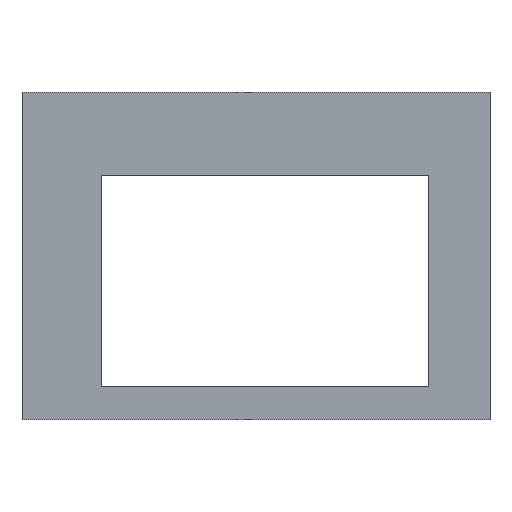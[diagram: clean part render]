
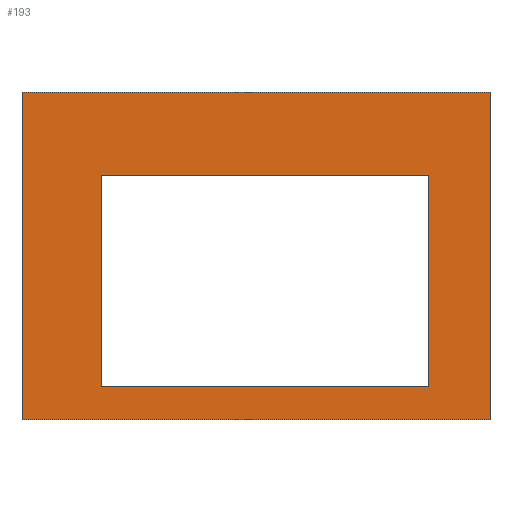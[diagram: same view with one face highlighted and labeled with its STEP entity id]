
A CAD part, top view. The second image highlights one B-rep face of the part: STEP entity #193.
In plain terms, the highlighted planar face has unit normal (0, 0, 1).
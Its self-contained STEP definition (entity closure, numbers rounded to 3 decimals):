
#15=FACE_BOUND('',#36,.T.);
#25=FACE_OUTER_BOUND('',#35,.T.);
#35=EDGE_LOOP('',(#159,#160,#161,#162));
#36=EDGE_LOOP('',(#163,#164,#165,#166));
#39=LINE('',#269,#63);
#43=LINE('',#277,#67);
#46=LINE('',#283,#70);
#49=LINE('',#288,#73);
#53=LINE('',#297,#77);
#56=LINE('',#303,#80);
#59=LINE('',#309,#83);
#62=LINE('',#313,#86);
#63=VECTOR('',#223,10.);
#67=VECTOR('',#229,10.);
#70=VECTOR('',#234,10.);
#73=VECTOR('',#239,10.);
#77=VECTOR('',#245,10.);
#80=VECTOR('',#250,10.);
#83=VECTOR('',#255,10.);
#86=VECTOR('',#260,10.);
#87=VERTEX_POINT('',#267);
#88=VERTEX_POINT('',#268);
#91=VERTEX_POINT('',#276);
#93=VERTEX_POINT('',#282);
#97=VERTEX_POINT('',#294);
#98=VERTEX_POINT('',#296);
#100=VERTEX_POINT('',#302);
#102=VERTEX_POINT('',#308);
#103=EDGE_CURVE('',#87,#88,#39,.T.);
#107=EDGE_CURVE('',#88,#91,#43,.T.);
#110=EDGE_CURVE('',#91,#93,#46,.T.);
#113=EDGE_CURVE('',#93,#87,#49,.T.);
#117=EDGE_CURVE('',#98,#97,#53,.T.);
#120=EDGE_CURVE('',#100,#98,#56,.T.);
#123=EDGE_CURVE('',#102,#100,#59,.T.);
#126=EDGE_CURVE('',#97,#102,#62,.T.);
#159=ORIENTED_EDGE('',*,*,#126,.T.);
#160=ORIENTED_EDGE('',*,*,#123,.T.);
#161=ORIENTED_EDGE('',*,*,#120,.T.);
#162=ORIENTED_EDGE('',*,*,#117,.T.);
#163=ORIENTED_EDGE('',*,*,#110,.T.);
#164=ORIENTED_EDGE('',*,*,#113,.T.);
#165=ORIENTED_EDGE('',*,*,#103,.T.);
#166=ORIENTED_EDGE('',*,*,#107,.T.);
#183=PLANE('',#217);
#193=ADVANCED_FACE('',(#25,#15),#183,.T.);
#217=AXIS2_PLACEMENT_3D('',#314,#261,#262);
#223=DIRECTION('',(0.,1.,0.));
#229=DIRECTION('',(1.,0.,0.));
#234=DIRECTION('',(0.,-1.,0.));
#239=DIRECTION('',(-1.,0.,0.));
#245=DIRECTION('',(0.,1.,0.));
#250=DIRECTION('',(1.,0.,0.));
#255=DIRECTION('',(0.,-1.,0.));
#260=DIRECTION('',(-1.,0.,0.));
#261=DIRECTION('center_axis',(0.,0.,1.));
#262=DIRECTION('ref_axis',(1.,0.,0.));
#267=CARTESIAN_POINT('',(41.937,-42.991,2.));
#268=CARTESIAN_POINT('',(41.937,2.107,2.));
#269=CARTESIAN_POINT('',(41.937,-6.446,2.));
#276=CARTESIAN_POINT('',(111.902,2.107,2.));
#277=CARTESIAN_POINT('',(93.451,2.107,2.));
#282=CARTESIAN_POINT('',(111.902,-42.991,2.));
#283=CARTESIAN_POINT('',(111.902,-28.995,2.));
#288=CARTESIAN_POINT('',(58.468,-42.991,2.));
#294=CARTESIAN_POINT('',(125.,20.,2.));
#296=CARTESIAN_POINT('',(125.,-50.,2.));
#297=CARTESIAN_POINT('',(125.,20.,2.));
#302=CARTESIAN_POINT('',(25.,-50.,2.));
#303=CARTESIAN_POINT('',(125.,-50.,2.));
#308=CARTESIAN_POINT('',(25.,20.,2.));
#309=CARTESIAN_POINT('',(25.,-50.,2.));
#313=CARTESIAN_POINT('',(25.,20.,2.));
#314=CARTESIAN_POINT('Origin',(75.,-15.,2.));
